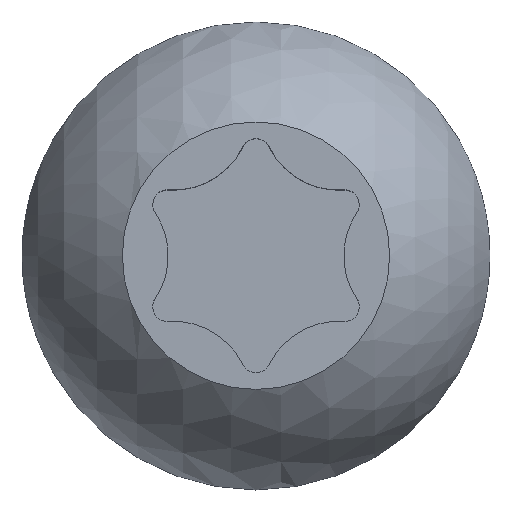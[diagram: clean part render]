
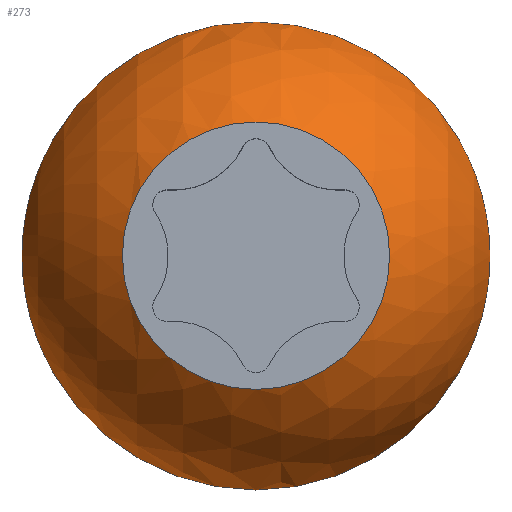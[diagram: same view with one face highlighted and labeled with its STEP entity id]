
A CAD part, top view. The second image highlights one B-rep face of the part: STEP entity #273.
In plain terms, the highlighted spherical face has radius 1.791 mm.
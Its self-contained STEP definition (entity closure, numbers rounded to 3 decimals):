
#15=FACE_BOUND('',#42,.T.);
#17=SPHERICAL_SURFACE('',#308,1.791);
#24=FACE_OUTER_BOUND('',#41,.T.);
#41=EDGE_LOOP('',(#186));
#42=EDGE_LOOP('',(#187));
#86=CIRCLE('',#307,1.75);
#87=CIRCLE('',#309,1.);
#115=VERTEX_POINT('',#462);
#116=VERTEX_POINT('',#466);
#142=EDGE_CURVE('',#115,#115,#86,.T.);
#144=EDGE_CURVE('',#116,#116,#87,.T.);
#186=ORIENTED_EDGE('',*,*,#142,.T.);
#187=ORIENTED_EDGE('',*,*,#144,.F.);
#273=ADVANCED_FACE('',(#24,#15),#17,.T.);
#307=AXIS2_PLACEMENT_3D('',#463,#361,#362);
#308=AXIS2_PLACEMENT_3D('',#465,#364,#365);
#309=AXIS2_PLACEMENT_3D('',#467,#366,#367);
#361=DIRECTION('center_axis',(0.,0.,1.));
#362=DIRECTION('ref_axis',(0.,-1.,0.));
#364=DIRECTION('center_axis',(1.,0.,0.));
#365=DIRECTION('ref_axis',(0.,-1.,0.));
#366=DIRECTION('center_axis',(0.,0.,1.));
#367=DIRECTION('ref_axis',(0.,-1.,0.));
#462=CARTESIAN_POINT('',(0.,1.75,0.195));
#463=CARTESIAN_POINT('Origin',(0.,0.,0.195));
#465=CARTESIAN_POINT('Origin',(0.,0.,
-0.186));
#466=CARTESIAN_POINT('',(0.,-1.,1.3));
#467=CARTESIAN_POINT('Origin',(0.,0.,1.3));
